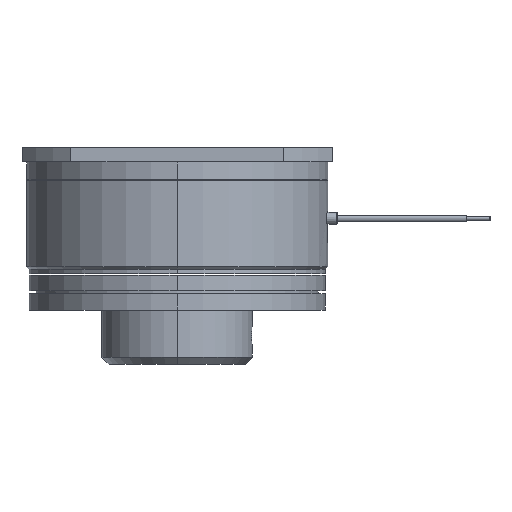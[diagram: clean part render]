
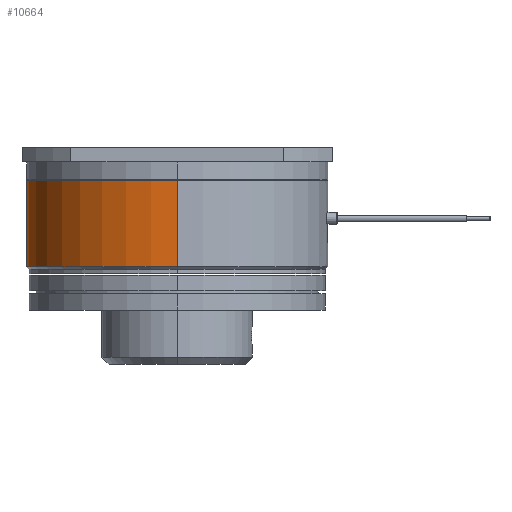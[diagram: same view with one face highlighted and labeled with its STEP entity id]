
A CAD part, left-side view. The second image highlights one B-rep face of the part: STEP entity #10664.
In plain terms, the highlighted cylindrical face has radius 32 mm (diameter 64 mm), a partial arc.
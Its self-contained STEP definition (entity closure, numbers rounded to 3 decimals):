
#292 = DIRECTION ( 'NONE',  ( 0., 0., 1. ) ) ;
#492 = EDGE_CURVE ( 'NONE', #9361, #6552, #1003, .T. ) ;
#1003 = CIRCLE ( 'NONE', #5218, 32. ) ;
#1720 = CARTESIAN_POINT ( 'NONE',  ( 0., 0., -2.374 ) ) ;
#1788 = DIRECTION ( 'NONE',  ( 0., 0., 1. ) ) ;
#1799 = EDGE_LOOP ( 'NONE', ( #4713, #8978, #9124, #6764 ) ) ;
#2401 = CARTESIAN_POINT ( 'NONE',  ( 0., 0., -25.3 ) ) ;
#2708 = DIRECTION ( 'NONE',  ( 0., 0., 1. ) ) ;
#3060 = EDGE_CURVE ( 'NONE', #5354, #9361, #4052, .T. ) ;
#3242 = VERTEX_POINT ( 'NONE', #8717 ) ;
#4052 = LINE ( 'NONE', #4981, #4210 ) ;
#4210 = VECTOR ( 'NONE', #7988, 1000. ) ;
#4713 = ORIENTED_EDGE ( 'NONE', *, *, #6647, .T. ) ;
#4981 = CARTESIAN_POINT ( 'NONE',  ( 32., 0., -2.374 ) ) ;
#5146 = VECTOR ( 'NONE', #6343, 1000. ) ;
#5218 = AXIS2_PLACEMENT_3D ( 'NONE', #9086, #2708, #6674 ) ;
#5328 = LINE ( 'NONE', #10226, #5146 ) ;
#5354 = VERTEX_POINT ( 'NONE', #10524 ) ;
#5709 = AXIS2_PLACEMENT_3D ( 'NONE', #2401, #292, #10326 ) ;
#5932 = EDGE_CURVE ( 'NONE', #3242, #6552, #5328, .T. ) ;
#6343 = DIRECTION ( 'NONE',  ( 0., 0., 1. ) ) ;
#6552 = VERTEX_POINT ( 'NONE', #9886 ) ;
#6647 = EDGE_CURVE ( 'NONE', #5354, #3242, #6744, .T. ) ;
#6674 = DIRECTION ( 'NONE',  ( 1., 0., 0. ) ) ;
#6744 = CIRCLE ( 'NONE', #5709, 32. ) ;
#6764 = ORIENTED_EDGE ( 'NONE', *, *, #3060, .F. ) ;
#7297 = FACE_OUTER_BOUND ( 'NONE', #1799, .T. ) ;
#7988 = DIRECTION ( 'NONE',  ( 0., 0., 1. ) ) ;
#8717 = CARTESIAN_POINT ( 'NONE',  ( -32., 0., -25.3 ) ) ;
#8978 = ORIENTED_EDGE ( 'NONE', *, *, #5932, .T. ) ;
#9086 = CARTESIAN_POINT ( 'NONE',  ( 0., 0., -7. ) ) ;
#9124 = ORIENTED_EDGE ( 'NONE', *, *, #492, .F. ) ;
#9361 = VERTEX_POINT ( 'NONE', #11178 ) ;
#9471 = AXIS2_PLACEMENT_3D ( 'NONE', #1720, #1788, #11662 ) ;
#9886 = CARTESIAN_POINT ( 'NONE',  ( -32., 0., -7. ) ) ;
#10226 = CARTESIAN_POINT ( 'NONE',  ( -32., 0., -2.374 ) ) ;
#10326 = DIRECTION ( 'NONE',  ( 1., 0., 0. ) ) ;
#10524 = CARTESIAN_POINT ( 'NONE',  ( 32., 0., -25.3 ) ) ;
#10664 = ADVANCED_FACE ( 'NONE', ( #7297 ), #11352, .T. ) ;
#11178 = CARTESIAN_POINT ( 'NONE',  ( 32., 0., -7. ) ) ;
#11352 = CYLINDRICAL_SURFACE ( 'NONE', #9471, 32. ) ;
#11662 = DIRECTION ( 'NONE',  ( 1., 0., 0. ) ) ;
